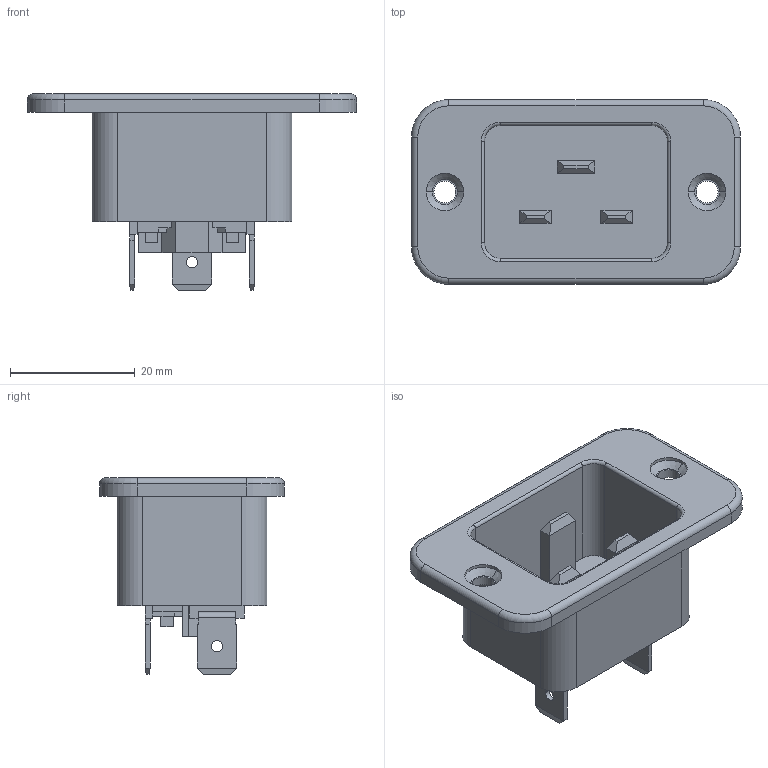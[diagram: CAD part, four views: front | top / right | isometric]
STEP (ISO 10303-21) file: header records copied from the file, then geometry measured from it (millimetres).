
FILE_DESCRIPTION (( 'STEP AP214' ), '1' );
FILE_NAME ('IO-C20SP-63.STEP', '2023-03-17T09:07:22', ( 'xe' ), ( '' ), 'SwSTEP 2.0', 'SolidWorks 2008', '' );
FILE_SCHEMA (( 'AUTOMOTIVE_DESIGN' ));
Length unit declared in the file: millimetre
Products named in the file (1): IO-C20SP-63
Bounding box: 52.7 x 29.6 x 31.5 mm (x, y, z)
Volume: 6568.1 mm3; surface area: 8998.2 mm2
Topology: 1 solids, 1 shells, 250 faces, 629 edges, 400 vertices
Faces by surface type: plane 191, cylinder 47, torus 8, cone 4
Entity records: 10152 total; most frequent: CARTESIAN_POINT 1280, ORIENTED_EDGE 1258, DIRECTION 1241, EDGE_CURVE 629, LINE 519, VECTOR 519, VERTEX_POINT 400, AXIS2_PLACEMENT_3D 361
